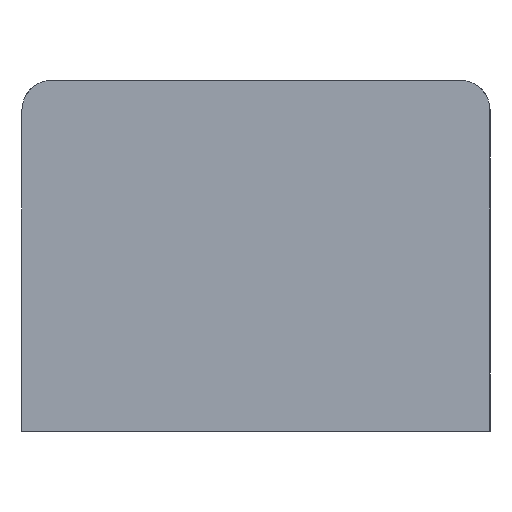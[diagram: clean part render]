
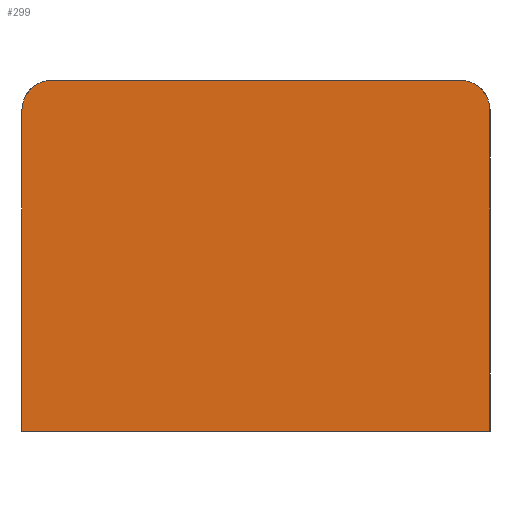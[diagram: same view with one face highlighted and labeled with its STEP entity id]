
A CAD part, left-side view. The second image highlights one B-rep face of the part: STEP entity #299.
In plain terms, the highlighted planar face has unit normal (-1, 0, 0).
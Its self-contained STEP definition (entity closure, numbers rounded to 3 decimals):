
#38=LINE('',#467,#70);
#42=LINE('',#475,#74);
#46=LINE('',#483,#78);
#47=LINE('',#487,#79);
#70=VECTOR('',#379,10.);
#74=VECTOR('',#385,10.);
#78=VECTOR('',#391,10.);
#79=VECTOR('',#394,10.);
#98=FACE_OUTER_BOUND('',#116,.T.);
#116=EDGE_LOOP('',(#228,#229,#230,#231,#232,#233));
#129=CIRCLE('',#333,0.5);
#130=CIRCLE('',#334,0.5);
#141=VERTEX_POINT('',#465);
#142=VERTEX_POINT('',#466);
#145=VERTEX_POINT('',#474);
#148=VERTEX_POINT('',#482);
#149=VERTEX_POINT('',#484);
#150=VERTEX_POINT('',#486);
#171=EDGE_CURVE('',#141,#142,#38,.T.);
#175=EDGE_CURVE('',#141,#145,#42,.T.);
#179=EDGE_CURVE('',#148,#142,#46,.T.);
#180=EDGE_CURVE('',#149,#148,#129,.T.);
#181=EDGE_CURVE('',#149,#150,#47,.T.);
#182=EDGE_CURVE('',#145,#150,#130,.T.);
#228=ORIENTED_EDGE('',*,*,#171,.T.);
#229=ORIENTED_EDGE('',*,*,#179,.F.);
#230=ORIENTED_EDGE('',*,*,#180,.F.);
#231=ORIENTED_EDGE('',*,*,#181,.T.);
#232=ORIENTED_EDGE('',*,*,#182,.F.);
#233=ORIENTED_EDGE('',*,*,#175,.F.);
#286=PLANE('',#332);
#299=ADVANCED_FACE('',(#98),#286,.T.);
#332=AXIS2_PLACEMENT_3D('',#481,#389,#390);
#333=AXIS2_PLACEMENT_3D('',#485,#392,#393);
#334=AXIS2_PLACEMENT_3D('',#488,#395,#396);
#379=DIRECTION('',(0.,-1.,0.));
#385=DIRECTION('',(0.,0.,1.));
#389=DIRECTION('center_axis',(-1.,0.,0.));
#390=DIRECTION('ref_axis',(0.,0.,1.));
#391=DIRECTION('',(0.,0.,-1.));
#392=DIRECTION('center_axis',(1.,0.,0.));
#393=DIRECTION('ref_axis',(0.,-0.707,0.707));
#394=DIRECTION('',(0.,1.,0.));
#395=DIRECTION('center_axis',(1.,0.,0.));
#396=DIRECTION('ref_axis',(0.,0.707,0.707));
#465=CARTESIAN_POINT('',(-4.,4.,-5.998));
#466=CARTESIAN_POINT('',(-4.,-4.,-5.998));
#467=CARTESIAN_POINT('',(-4.,0.,-5.998));
#474=CARTESIAN_POINT('',(-4.,4.,-0.5));
#475=CARTESIAN_POINT('',(-4.,4.,-7.998));
#481=CARTESIAN_POINT('Origin',(-4.,0.,-7.998));
#482=CARTESIAN_POINT('',(-4.,-4.,-0.5));
#483=CARTESIAN_POINT('',(-4.,-4.,-7.998));
#484=CARTESIAN_POINT('',(-4.,-3.5,0.));
#485=CARTESIAN_POINT('Origin',(-4.,-3.5,-0.5));
#486=CARTESIAN_POINT('',(-4.,3.5,0.));
#487=CARTESIAN_POINT('',(-4.,0.,0.));
#488=CARTESIAN_POINT('Origin',(-4.,3.5,-0.5));
